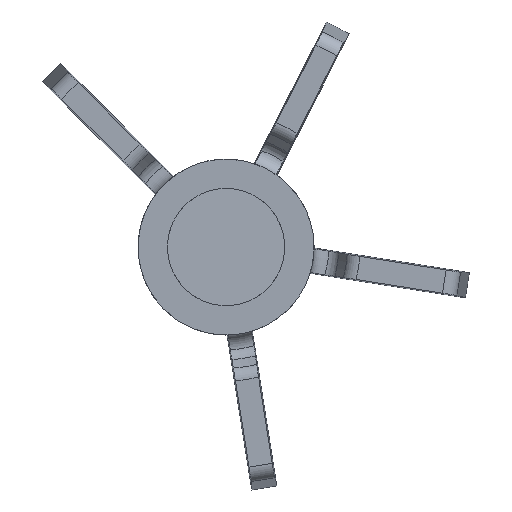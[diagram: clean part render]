
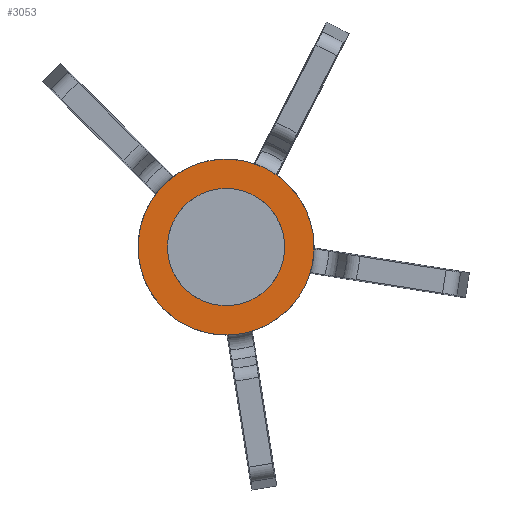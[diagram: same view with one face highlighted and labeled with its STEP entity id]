
A CAD part, front view. The second image highlights one B-rep face of the part: STEP entity #3053.
In plain terms, the highlighted planar face has unit normal (0, -1, 0).
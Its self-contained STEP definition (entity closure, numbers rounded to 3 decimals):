
#3053 = ADVANCED_FACE('',(#3054,#3153),#3083,.T.);
#3054 = FACE_BOUND('',#3055,.T.);
#3055 = EDGE_LOOP('',(#3056,#3109));
#3056 = ORIENTED_EDGE('',*,*,#3057,.T.);
#3057 = EDGE_CURVE('',#3058,#3060,#3062,.T.);
#3058 = VERTEX_POINT('',#3059);
#3059 = CARTESIAN_POINT('',(1499.482,-754.806,
    1528.615));
#3060 = VERTEX_POINT('',#3061);
#3061 = CARTESIAN_POINT('',(1499.622,-754.806,
    1525.358));
#3062 = SURFACE_CURVE('',#3063,(#3082),.PCURVE_S1.);
#3063 = B_SPLINE_CURVE_WITH_KNOTS('',3,(#3064,#3065,#3066,#3067,#3068,
    #3069,#3070,#3071,#3072,#3073,#3074,#3075,#3076,#3077,#3078,#3079,
    #3080,#3081),.UNSPECIFIED.,.T.,.F.,(2,2,2,2,2,2,2,2,2,2,2),(-0.125,
    0.,0.125,0.25,0.375,0.5,0.625,0.75,0.875,1.,1.125),.UNSPECIFIED.);
#3064 = CARTESIAN_POINT('',(1499.878,-754.806,
    1529.29));
#3065 = CARTESIAN_POINT('',(1499.086,-754.806,
    1527.941));
#3066 = CARTESIAN_POINT('',(1498.967,-754.806,
    1527.097));
#3067 = CARTESIAN_POINT('',(1499.362,-754.806,
    1525.584));
#3068 = CARTESIAN_POINT('',(1499.873,-754.806,
    1524.903));
#3069 = CARTESIAN_POINT('',(1501.222,-754.806,
    1524.112));
#3070 = CARTESIAN_POINT('',(1502.066,-754.806,
    1523.993));
#3071 = CARTESIAN_POINT('',(1503.579,-754.806,
    1524.387));
#3072 = CARTESIAN_POINT('',(1504.26,-754.806,
    1524.899));
#3073 = CARTESIAN_POINT('',(1505.051,-754.806,
    1526.248));
#3074 = CARTESIAN_POINT('',(1505.17,-754.806,
    1527.091));
#3075 = CARTESIAN_POINT('',(1504.776,-754.806,
    1528.605));
#3076 = CARTESIAN_POINT('',(1504.264,-754.806,
    1529.285));
#3077 = CARTESIAN_POINT('',(1502.915,-754.806,
    1530.076));
#3078 = CARTESIAN_POINT('',(1502.071,-754.806,
    1530.196));
#3079 = CARTESIAN_POINT('',(1500.558,-754.806,
    1529.801));
#3080 = CARTESIAN_POINT('',(1499.878,-754.806,
    1529.29));
#3081 = CARTESIAN_POINT('',(1499.086,-754.806,
    1527.941));
#3082 = PCURVE('',#3083,#3088);
#3083 = PLANE('',#3084);
#3084 = AXIS2_PLACEMENT_3D('',#3085,#3086,#3087);
#3085 = CARTESIAN_POINT('',(1502.069,-754.806,
    1527.094));
#3086 = DIRECTION('',(0.,-1.,0.));
#3087 = DIRECTION('',(0.707,0.,0.707));
#3088 = DEFINITIONAL_REPRESENTATION('',(#3089),#3108);
#3089 = B_SPLINE_CURVE_WITH_KNOTS('',3,(#3090,#3091,#3092,#3093,#3094,
    #3095,#3096,#3097,#3098,#3099,#3100,#3101,#3102,#3103,#3104,#3105,
    #3106,#3107),.UNSPECIFIED.,.T.,.F.,(2,2,2,2,2,2,2,2,2,2,2),(-0.125,
    0.,0.125,0.25,0.375,0.5,0.625,0.75,0.875,1.,1.125),.UNSPECIFIED.);
#3090 = CARTESIAN_POINT('',(0.003,3.102));
#3091 = CARTESIAN_POINT('',(-1.51,2.707));
#3092 = CARTESIAN_POINT('',(-2.191,2.195));
#3093 = CARTESIAN_POINT('',(-2.982,0.846));
#3094 = CARTESIAN_POINT('',(-3.102,0.003));
#3095 = CARTESIAN_POINT('',(-2.707,-1.51));
#3096 = CARTESIAN_POINT('',(-2.195,-2.191));
#3097 = CARTESIAN_POINT('',(-0.846,-2.982));
#3098 = CARTESIAN_POINT('',(-0.003,-3.102));
#3099 = CARTESIAN_POINT('',(1.51,-2.707));
#3100 = CARTESIAN_POINT('',(2.191,-2.195));
#3101 = CARTESIAN_POINT('',(2.982,-0.846));
#3102 = CARTESIAN_POINT('',(3.101,-0.003));
#3103 = CARTESIAN_POINT('',(2.707,1.51));
#3104 = CARTESIAN_POINT('',(2.195,2.191));
#3105 = CARTESIAN_POINT('',(0.846,2.982));
#3106 = CARTESIAN_POINT('',(0.003,3.102));
#3107 = CARTESIAN_POINT('',(-1.51,2.707));
#3108 = ( GEOMETRIC_REPRESENTATION_CONTEXT(2) 
PARAMETRIC_REPRESENTATION_CONTEXT() REPRESENTATION_CONTEXT('2D SPACE',''
  ) );
#3109 = ORIENTED_EDGE('',*,*,#3110,.T.);
#3110 = EDGE_CURVE('',#3060,#3058,#3111,.T.);
#3111 = SURFACE_CURVE('',#3112,(#3131),.PCURVE_S1.);
#3112 = B_SPLINE_CURVE_WITH_KNOTS('',3,(#3113,#3114,#3115,#3116,#3117,
    #3118,#3119,#3120,#3121,#3122,#3123,#3124,#3125,#3126,#3127,#3128,
    #3129,#3130),.UNSPECIFIED.,.T.,.F.,(2,2,2,2,2,2,2,2,2,2,2),(-0.125,
    0.,0.125,0.25,0.375,0.5,0.625,0.75,0.875,1.,1.125),.UNSPECIFIED.);
#3113 = CARTESIAN_POINT('',(1499.878,-754.806,
    1529.29));
#3114 = CARTESIAN_POINT('',(1499.086,-754.806,
    1527.941));
#3115 = CARTESIAN_POINT('',(1498.967,-754.806,
    1527.097));
#3116 = CARTESIAN_POINT('',(1499.362,-754.806,
    1525.584));
#3117 = CARTESIAN_POINT('',(1499.873,-754.806,
    1524.903));
#3118 = CARTESIAN_POINT('',(1501.222,-754.806,
    1524.112));
#3119 = CARTESIAN_POINT('',(1502.066,-754.806,
    1523.993));
#3120 = CARTESIAN_POINT('',(1503.579,-754.806,
    1524.387));
#3121 = CARTESIAN_POINT('',(1504.26,-754.806,
    1524.899));
#3122 = CARTESIAN_POINT('',(1505.051,-754.806,
    1526.248));
#3123 = CARTESIAN_POINT('',(1505.17,-754.806,
    1527.091));
#3124 = CARTESIAN_POINT('',(1504.776,-754.806,
    1528.605));
#3125 = CARTESIAN_POINT('',(1504.264,-754.806,
    1529.285));
#3126 = CARTESIAN_POINT('',(1502.915,-754.806,
    1530.076));
#3127 = CARTESIAN_POINT('',(1502.071,-754.806,
    1530.196));
#3128 = CARTESIAN_POINT('',(1500.558,-754.806,
    1529.801));
#3129 = CARTESIAN_POINT('',(1499.878,-754.806,
    1529.29));
#3130 = CARTESIAN_POINT('',(1499.086,-754.806,
    1527.941));
#3131 = PCURVE('',#3083,#3132);
#3132 = DEFINITIONAL_REPRESENTATION('',(#3133),#3152);
#3133 = B_SPLINE_CURVE_WITH_KNOTS('',3,(#3134,#3135,#3136,#3137,#3138,
    #3139,#3140,#3141,#3142,#3143,#3144,#3145,#3146,#3147,#3148,#3149,
    #3150,#3151),.UNSPECIFIED.,.T.,.F.,(2,2,2,2,2,2,2,2,2,2,2),(-0.125,
    0.,0.125,0.25,0.375,0.5,0.625,0.75,0.875,1.,1.125),.UNSPECIFIED.);
#3134 = CARTESIAN_POINT('',(0.003,3.102));
#3135 = CARTESIAN_POINT('',(-1.51,2.707));
#3136 = CARTESIAN_POINT('',(-2.191,2.195));
#3137 = CARTESIAN_POINT('',(-2.982,0.846));
#3138 = CARTESIAN_POINT('',(-3.102,0.003));
#3139 = CARTESIAN_POINT('',(-2.707,-1.51));
#3140 = CARTESIAN_POINT('',(-2.195,-2.191));
#3141 = CARTESIAN_POINT('',(-0.846,-2.982));
#3142 = CARTESIAN_POINT('',(-0.003,-3.102));
#3143 = CARTESIAN_POINT('',(1.51,-2.707));
#3144 = CARTESIAN_POINT('',(2.191,-2.195));
#3145 = CARTESIAN_POINT('',(2.982,-0.846));
#3146 = CARTESIAN_POINT('',(3.101,-0.003));
#3147 = CARTESIAN_POINT('',(2.707,1.51));
#3148 = CARTESIAN_POINT('',(2.195,2.191));
#3149 = CARTESIAN_POINT('',(0.846,2.982));
#3150 = CARTESIAN_POINT('',(0.003,3.102));
#3151 = CARTESIAN_POINT('',(-1.51,2.707));
#3152 = ( GEOMETRIC_REPRESENTATION_CONTEXT(2) 
PARAMETRIC_REPRESENTATION_CONTEXT() REPRESENTATION_CONTEXT('2D SPACE',''
  ) );
#3153 = FACE_BOUND('',#3154,.T.);
#3154 = EDGE_LOOP('',(#3155,#3174));
#3155 = ORIENTED_EDGE('',*,*,#3156,.F.);
#3156 = EDGE_CURVE('',#3157,#3159,#3161,.T.);
#3157 = VERTEX_POINT('',#3158);
#3158 = CARTESIAN_POINT('',(1503.483,-754.806,
    1528.509));
#3159 = VERTEX_POINT('',#3160);
#3160 = CARTESIAN_POINT('',(1500.654,-754.806,
    1525.68));
#3161 = SURFACE_CURVE('',#3162,(#3167),.PCURVE_S1.);
#3162 = CIRCLE('',#3163,2.);
#3163 = AXIS2_PLACEMENT_3D('',#3164,#3165,#3166);
#3164 = CARTESIAN_POINT('',(1502.069,-754.806,
    1527.094));
#3165 = DIRECTION('',(0.,-1.,0.));
#3166 = DIRECTION('',(0.707,0.,0.707));
#3167 = PCURVE('',#3083,#3168);
#3168 = DEFINITIONAL_REPRESENTATION('',(#3169),#3173);
#3169 = CIRCLE('',#3170,2.);
#3170 = AXIS2_PLACEMENT_2D('',#3171,#3172);
#3171 = CARTESIAN_POINT('',(0.,0.));
#3172 = DIRECTION('',(1.,0.));
#3173 = ( GEOMETRIC_REPRESENTATION_CONTEXT(2) 
PARAMETRIC_REPRESENTATION_CONTEXT() REPRESENTATION_CONTEXT('2D SPACE',''
  ) );
#3174 = ORIENTED_EDGE('',*,*,#3175,.F.);
#3175 = EDGE_CURVE('',#3159,#3157,#3176,.T.);
#3176 = SURFACE_CURVE('',#3177,(#3182),.PCURVE_S1.);
#3177 = CIRCLE('',#3178,2.);
#3178 = AXIS2_PLACEMENT_3D('',#3179,#3180,#3181);
#3179 = CARTESIAN_POINT('',(1502.069,-754.806,
    1527.094));
#3180 = DIRECTION('',(0.,-1.,0.));
#3181 = DIRECTION('',(0.707,0.,0.707));
#3182 = PCURVE('',#3083,#3183);
#3183 = DEFINITIONAL_REPRESENTATION('',(#3184),#3188);
#3184 = CIRCLE('',#3185,2.);
#3185 = AXIS2_PLACEMENT_2D('',#3186,#3187);
#3186 = CARTESIAN_POINT('',(0.,0.));
#3187 = DIRECTION('',(1.,0.));
#3188 = ( GEOMETRIC_REPRESENTATION_CONTEXT(2) 
PARAMETRIC_REPRESENTATION_CONTEXT() REPRESENTATION_CONTEXT('2D SPACE',''
  ) );
